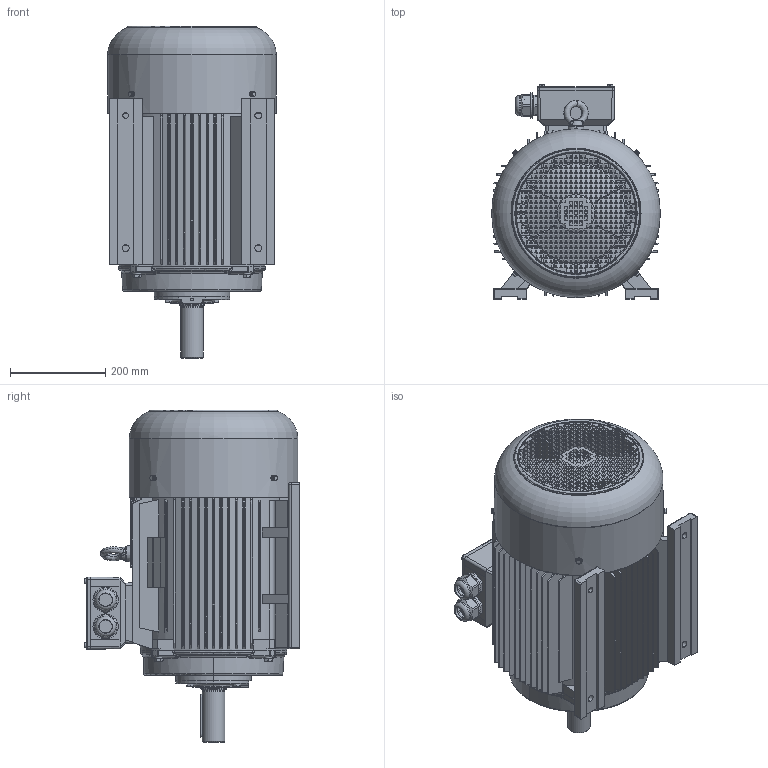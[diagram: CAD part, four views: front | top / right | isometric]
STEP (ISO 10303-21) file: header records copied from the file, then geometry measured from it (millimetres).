
FILE_DESCRIPTION(/* description */ (''),/* implementation_level */ '2;1');
FILE_NAME(/* name */ 'JM3-180L-B3.stp',/* time_stamp */ '2016-06-24T11:13:36+08:00',/* author */ (''),/* organization */ (''),/* preprocessor_version */ 'ST-DEVELOPER v15',/* originating_system */ 'SIEMENS PLM Software NX 8.5',/* authorisation */ '');
FILE_SCHEMA (('AUTOMOTIVE_DESIGN { 1 0 10303 214 3 1 1 1 }'));
Length unit declared in the file: millimetre
Products named in the file (1): pc1194463899ra
Bounding box: 355 x 450.6 x 698.23 mm (x, y, z)
Volume: 12781581.7 mm3; surface area: 3409640.7 mm2
Topology: 60 solids, 60 shells, 5349 faces, 14309 edges, 9196 vertices
Faces by surface type: plane 2909, cylinder 1129, torus 526, bspline 464, cone 321
Full cylindrical faces by diameter (mm): 5.35 x4, 6 x8, 6.4 x4, 7.188 x10, 8 x11, 9.026 x8, 9.1 x10, 10 x8, 11.2 x8, 12 x4, 16 x1, 27.5 x2, 32.5 x4, 38.75 x12, 40 x5, 41.25 x12, 42 x1, 43 x3, 43.125 x2, 48 x1, 53 x2, 53.125 x2, 209 x1, 254 x1, 352 x1, 355 x1
Entity records: 205045 total; most frequent: CARTESIAN_POINT 63474, ORIENTED_EDGE 27806, DIRECTION 24642, EDGE_CURVE 13903, VERTEX_POINT 9083, AXIS2_PLACEMENT_3D 8309, LINE 8024, VECTOR 8024
